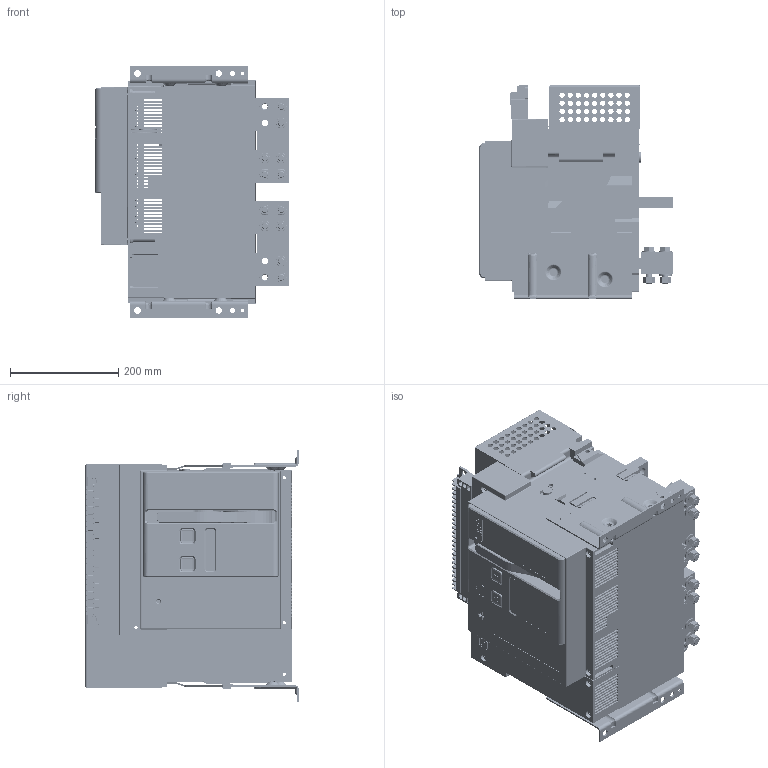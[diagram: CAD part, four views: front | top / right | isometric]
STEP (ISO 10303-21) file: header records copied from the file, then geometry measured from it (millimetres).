
FILE_DESCRIPTION((''),'2;1');
FILE_NAME('22510148P10_SW0001','2024-09-09T',('zhongyao.huang'),(''),'PRO/ENGINEER BY PARAMETRIC TECHNOLOGY CORPORATION, 2015440','PRO/ENGINEER BY PARAMETRIC TECHNOLOGY CORPORATION, 2015440','');
FILE_SCHEMA(('CONFIG_CONTROL_DESIGN'));
Products named in the file (1): 22510148P10_SW0001
Bounding box: 358.8 x 393 x 463 mm (x, y, z)
Volume: 19535867.1 mm3; surface area: 2682666 mm2
Topology: 13 solids, 23 shells, 7787 faces, 21416 edges, 13897 vertices
Faces by surface type: plane 4974, cylinder 1961, cone 484, torus 143, extrusion 134, bspline 78, sphere 13
Entity records: 274679 total; most frequent: CARTESIAN_POINT 73266, ORIENTED_EDGE 42832, DIRECTION 40319, EDGE_CURVE 21416, VECTOR 15707, LINE 15573, VERTEX_POINT 13897, AXIS2_PLACEMENT_3D 12306
